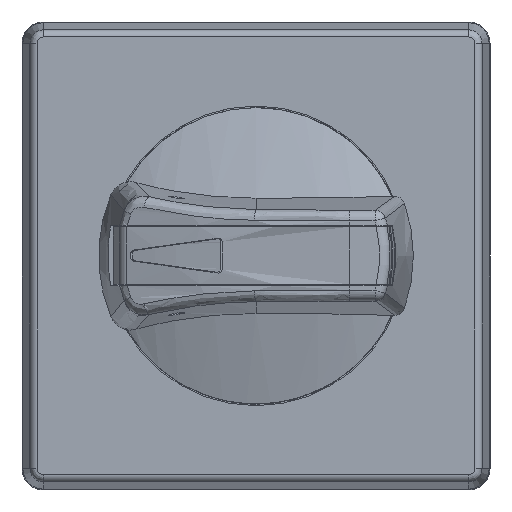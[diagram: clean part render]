
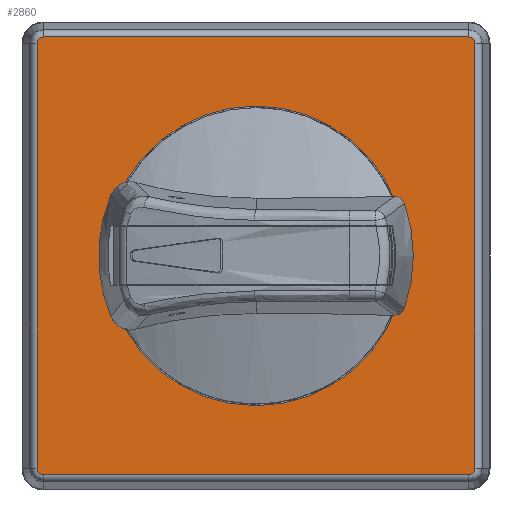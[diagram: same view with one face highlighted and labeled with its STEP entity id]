
A CAD part, top view. The second image highlights one B-rep face of the part: STEP entity #2860.
In plain terms, the highlighted planar face has unit normal (0, 0, 1).
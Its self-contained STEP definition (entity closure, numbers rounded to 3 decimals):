
#2860=ADVANCED_FACE('',(#4365,#4366),#3876,.T.);
#3876=PLANE('',#22168);
#4365=FACE_BOUND('',#4760,.T.);
#4366=FACE_BOUND('',#4761,.T.);
#4760=EDGE_LOOP('',(#10244,#10245,#10246,#10247,#10248,#10249,#10250,#10251));
#4761=EDGE_LOOP('',(#10252));
#6090=LINE('',#32276,#7755);
#6091=LINE('',#32281,#7756);
#6092=LINE('',#32285,#7757);
#6093=LINE('',#32289,#7758);
#7755=VECTOR('',#25141,1.);
#7756=VECTOR('',#25144,1.);
#7757=VECTOR('',#25147,1.);
#7758=VECTOR('',#25150,1.);
#10244=ORIENTED_EDGE('',*,*,#17983,.F.);
#10245=ORIENTED_EDGE('',*,*,#17984,.F.);
#10246=ORIENTED_EDGE('',*,*,#17985,.F.);
#10247=ORIENTED_EDGE('',*,*,#17986,.F.);
#10248=ORIENTED_EDGE('',*,*,#17987,.F.);
#10249=ORIENTED_EDGE('',*,*,#17988,.F.);
#10250=ORIENTED_EDGE('',*,*,#17989,.F.);
#10251=ORIENTED_EDGE('',*,*,#17990,.F.);
#10252=ORIENTED_EDGE('',*,*,#17535,.T.);
#15168=VERTEX_POINT('',#31225);
#15499=VERTEX_POINT('',#32277);
#15500=VERTEX_POINT('',#32278);
#15501=VERTEX_POINT('',#32280);
#15502=VERTEX_POINT('',#32282);
#15503=VERTEX_POINT('',#32284);
#15504=VERTEX_POINT('',#32286);
#15505=VERTEX_POINT('',#32288);
#15506=VERTEX_POINT('',#32290);
#17535=EDGE_CURVE('',#15168,#15168,#20749,.T.);
#17983=EDGE_CURVE('',#15499,#15500,#6090,.T.);
#17984=EDGE_CURVE('',#15501,#15499,#20948,.T.);
#17985=EDGE_CURVE('',#15502,#15501,#6091,.T.);
#17986=EDGE_CURVE('',#15503,#15502,#20949,.T.);
#17987=EDGE_CURVE('',#15504,#15503,#6092,.T.);
#17988=EDGE_CURVE('',#15505,#15504,#20950,.T.);
#17989=EDGE_CURVE('',#15506,#15505,#6093,.T.);
#17990=EDGE_CURVE('',#15500,#15506,#20951,.T.);
#20749=CIRCLE('',#21813,20.8);
#20948=CIRCLE('',#22164,0.902);
#20949=CIRCLE('',#22165,0.902);
#20950=CIRCLE('',#22166,0.902);
#20951=CIRCLE('',#22167,0.902);
#21813=AXIS2_PLACEMENT_3D('',#31224,#24196,#24197);
#22164=AXIS2_PLACEMENT_3D('',#32279,#25142,#25143);
#22165=AXIS2_PLACEMENT_3D('',#32283,#25145,#25146);
#22166=AXIS2_PLACEMENT_3D('',#32287,#25148,#25149);
#22167=AXIS2_PLACEMENT_3D('',#32291,#25151,#25152);
#22168=AXIS2_PLACEMENT_3D('',#32292,#25153,#25154);
#24196=DIRECTION('',(0.,0.,-1.));
#24197=DIRECTION('',(-1.,0.,0.));
#25141=DIRECTION('',(0.,1.,0.));
#25142=DIRECTION('',(0.,0.,-1.));
#25143=DIRECTION('',(-0.707,-0.707,0.));
#25144=DIRECTION('',(-1.,0.,0.));
#25145=DIRECTION('',(0.,0.,-1.));
#25146=DIRECTION('',(0.707,-0.707,0.));
#25147=DIRECTION('',(0.,-1.,0.));
#25148=DIRECTION('',(0.,0.,-1.));
#25149=DIRECTION('',(0.707,0.707,0.));
#25150=DIRECTION('',(1.,0.,0.));
#25151=DIRECTION('',(0.,0.,-1.));
#25152=DIRECTION('',(-0.707,0.707,0.));
#25153=DIRECTION('',(0.,0.,1.));
#25154=DIRECTION('',(-1.,0.,0.));
#31224=CARTESIAN_POINT('',(0.,0.,11.));
#31225=CARTESIAN_POINT('',(20.8,0.,11.));
#32276=CARTESIAN_POINT('',(-30.402,-7.375,11.));
#32277=CARTESIAN_POINT('',(-30.402,-29.5,11.));
#32278=CARTESIAN_POINT('',(-30.402,29.5,11.));
#32279=CARTESIAN_POINT('',(-29.5,-29.5,11.));
#32280=CARTESIAN_POINT('',(-29.5,-30.402,11.));
#32281=CARTESIAN_POINT('',(7.375,-30.402,11.));
#32282=CARTESIAN_POINT('',(29.5,-30.402,11.));
#32283=CARTESIAN_POINT('',(29.5,-29.5,11.));
#32284=CARTESIAN_POINT('',(30.402,-29.5,11.));
#32285=CARTESIAN_POINT('',(30.402,7.375,11.));
#32286=CARTESIAN_POINT('',(30.402,29.5,11.));
#32287=CARTESIAN_POINT('',(29.5,29.5,11.));
#32288=CARTESIAN_POINT('',(29.5,30.402,11.));
#32289=CARTESIAN_POINT('',(-7.375,30.402,11.));
#32290=CARTESIAN_POINT('',(-29.5,30.402,11.));
#32291=CARTESIAN_POINT('',(-29.5,29.5,11.));
#32292=CARTESIAN_POINT('',(0.,0.,11.));
